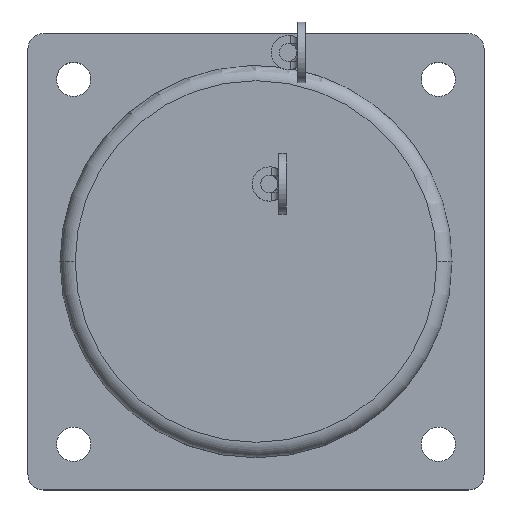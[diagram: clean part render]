
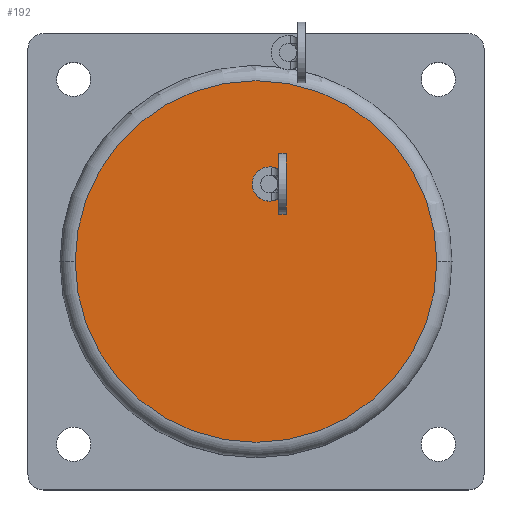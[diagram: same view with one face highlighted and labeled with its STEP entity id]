
A CAD part, top view. The second image highlights one B-rep face of the part: STEP entity #192.
In plain terms, the highlighted planar face has unit normal (0, 0, 1).
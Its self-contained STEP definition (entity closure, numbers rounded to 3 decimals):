
#25 = AXIS2_PLACEMENT_3D ( 'NONE', #2391, #2830, #688 ) ;
#27 = CARTESIAN_POINT ( 'NONE',  ( -0.262, 10.144, 33. ) ) ;
#188 = CARTESIAN_POINT ( 'NONE',  ( -23.788, 0., 33. ) ) ;
#192 = ADVANCED_FACE ( 'NONE', ( #2085, #2631 ), #2509, .T. ) ;
#408 = DIRECTION ( 'NONE',  ( 0., 0., 1. ) ) ;
#517 = DIRECTION ( 'NONE',  ( 0., 0., 1. ) ) ;
#550 = DIRECTION ( 'NONE',  ( 1., 0., 0. ) ) ;
#553 = ORIENTED_EDGE ( 'NONE', *, *, #735, .T. ) ;
#688 = DIRECTION ( 'NONE',  ( 1., 0., 0. ) ) ;
#735 = EDGE_CURVE ( 'NONE', #1345, #1904, #2616, .T. ) ;
#752 = EDGE_CURVE ( 'NONE', #1904, #1345, #1334, .T. ) ;
#1080 = DIRECTION ( 'NONE',  ( 0., 0., 1. ) ) ;
#1231 = VERTEX_POINT ( 'NONE', #2555 ) ;
#1277 = AXIS2_PLACEMENT_3D ( 'NONE', #2008, #1080, #550 ) ;
#1334 = CIRCLE ( 'NONE', #1961, 23.788 ) ;
#1345 = VERTEX_POINT ( 'NONE', #188 ) ;
#1406 = EDGE_LOOP ( 'NONE', ( #2171, #2734 ) ) ;
#1456 = CARTESIAN_POINT ( 'NONE',  ( 0., 0., 33. ) ) ;
#1497 = CARTESIAN_POINT ( 'NONE',  ( 1.738, 10.144, 33. ) ) ;
#1615 = DIRECTION ( 'NONE',  ( 1., 0., 0. ) ) ;
#1706 = EDGE_LOOP ( 'NONE', ( #2619, #553 ) ) ;
#1761 = DIRECTION ( 'NONE',  ( 1., 0., 0. ) ) ;
#1892 = DIRECTION ( 'NONE',  ( 0., 0., 1. ) ) ;
#1904 = VERTEX_POINT ( 'NONE', #2433 ) ;
#1920 = DIRECTION ( 'NONE',  ( 1., 0., 0. ) ) ;
#1961 = AXIS2_PLACEMENT_3D ( 'NONE', #1456, #1892, #1920 ) ;
#2008 = CARTESIAN_POINT ( 'NONE',  ( 0., 0., 33. ) ) ;
#2085 = FACE_OUTER_BOUND ( 'NONE', #1706, .T. ) ;
#2171 = ORIENTED_EDGE ( 'NONE', *, *, #2937, .F. ) ;
#2291 = CIRCLE ( 'NONE', #2336, 2. ) ;
#2306 = CARTESIAN_POINT ( 'NONE',  ( 1.738, 10.144, 33. ) ) ;
#2336 = AXIS2_PLACEMENT_3D ( 'NONE', #2306, #408, #1615 ) ;
#2391 = CARTESIAN_POINT ( 'NONE',  ( 0., 0., 33. ) ) ;
#2433 = CARTESIAN_POINT ( 'NONE',  ( 23.788, 0., 33. ) ) ;
#2509 = PLANE ( 'NONE',  #1277 ) ;
#2555 = CARTESIAN_POINT ( 'NONE',  ( 3.738, 10.144, 33. ) ) ;
#2616 = CIRCLE ( 'NONE', #25, 23.788 ) ;
#2617 = CIRCLE ( 'NONE', #2885, 2. ) ;
#2619 = ORIENTED_EDGE ( 'NONE', *, *, #752, .T. ) ;
#2623 = EDGE_CURVE ( 'NONE', #1231, #2866, #2291, .T. ) ;
#2631 = FACE_BOUND ( 'NONE', #1406, .T. ) ;
#2734 = ORIENTED_EDGE ( 'NONE', *, *, #2623, .F. ) ;
#2830 = DIRECTION ( 'NONE',  ( 0., 0., 1. ) ) ;
#2866 = VERTEX_POINT ( 'NONE', #27 ) ;
#2885 = AXIS2_PLACEMENT_3D ( 'NONE', #1497, #517, #1761 ) ;
#2937 = EDGE_CURVE ( 'NONE', #2866, #1231, #2617, .T. ) ;
